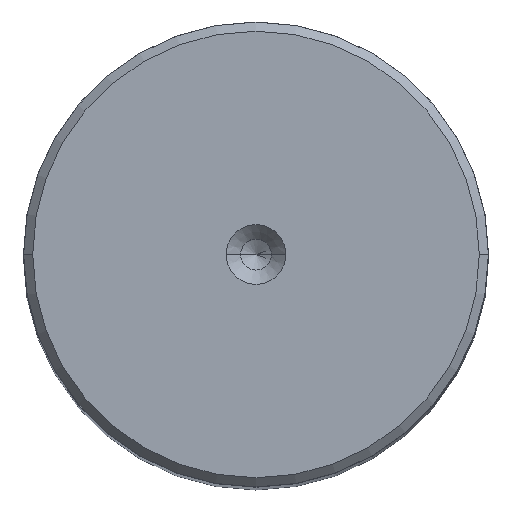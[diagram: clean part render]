
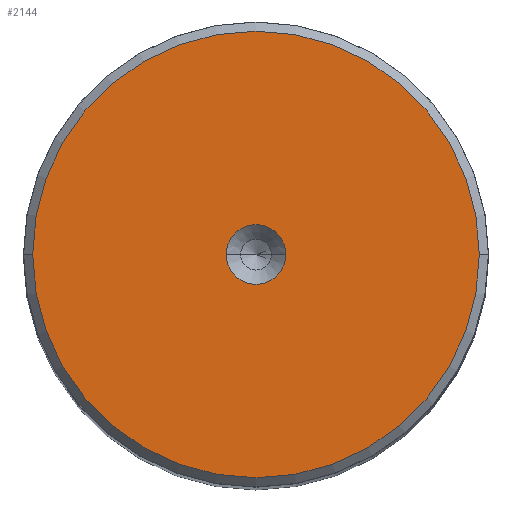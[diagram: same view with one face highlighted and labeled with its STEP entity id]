
A CAD part, top view. The second image highlights one B-rep face of the part: STEP entity #2144.
In plain terms, the highlighted planar face has unit normal (0, 0, 1).
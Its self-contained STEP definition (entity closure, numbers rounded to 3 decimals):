
#44 = DIRECTION ( 'NONE',  ( 0., 0., 1. ) ) ;
#64 = DIRECTION ( 'NONE',  ( 1., 0., 0. ) ) ;
#135 = VERTEX_POINT ( 'NONE', #861 ) ;
#214 = CIRCLE ( 'NONE', #522, 28.817 ) ;
#250 = AXIS2_PLACEMENT_3D ( 'NONE', #2544, #2093, #317 ) ;
#292 = CARTESIAN_POINT ( 'NONE',  ( 0., 0., 220. ) ) ;
#315 = CARTESIAN_POINT ( 'NONE',  ( 0., 0., 220. ) ) ;
#317 = DIRECTION ( 'NONE',  ( 1., 0., 0. ) ) ;
#366 = CIRCLE ( 'NONE', #1260, 3.85 ) ;
#450 = CARTESIAN_POINT ( 'NONE',  ( 0., 0., 220. ) ) ;
#498 = ORIENTED_EDGE ( 'NONE', *, *, #1357, .F. ) ;
#521 = CARTESIAN_POINT ( 'NONE',  ( 3.85, 0., 220. ) ) ;
#522 = AXIS2_PLACEMENT_3D ( 'NONE', #951, #1624, #64 ) ;
#579 = DIRECTION ( 'NONE',  ( 1., 0., 0. ) ) ;
#580 = AXIS2_PLACEMENT_3D ( 'NONE', #292, #44, #712 ) ;
#617 = FACE_BOUND ( 'NONE', #1900, .T. ) ;
#646 = EDGE_LOOP ( 'NONE', ( #1027, #2080 ) ) ;
#712 = DIRECTION ( 'NONE',  ( 1., 0., 0. ) ) ;
#718 = ORIENTED_EDGE ( 'NONE', *, *, #2368, .F. ) ;
#843 = VERTEX_POINT ( 'NONE', #2059 ) ;
#861 = CARTESIAN_POINT ( 'NONE',  ( -3.85, 0., 220. ) ) ;
#926 = PLANE ( 'NONE',  #580 ) ;
#951 = CARTESIAN_POINT ( 'NONE',  ( 0., 0., 220. ) ) ;
#1027 = ORIENTED_EDGE ( 'NONE', *, *, #1066, .T. ) ;
#1066 = EDGE_CURVE ( 'NONE', #2685, #843, #1759, .T. ) ;
#1260 = AXIS2_PLACEMENT_3D ( 'NONE', #315, #1899, #579 ) ;
#1343 = CIRCLE ( 'NONE', #250, 3.85 ) ;
#1357 = EDGE_CURVE ( 'NONE', #1423, #135, #1343, .T. ) ;
#1414 = FACE_OUTER_BOUND ( 'NONE', #646, .T. ) ;
#1423 = VERTEX_POINT ( 'NONE', #521 ) ;
#1554 = DIRECTION ( 'NONE',  ( 1., 0., 0. ) ) ;
#1624 = DIRECTION ( 'NONE',  ( 0., 0., 1. ) ) ;
#1759 = CIRCLE ( 'NONE', #2164, 28.817 ) ;
#1899 = DIRECTION ( 'NONE',  ( 0., 0., 1. ) ) ;
#1900 = EDGE_LOOP ( 'NONE', ( #498, #718 ) ) ;
#2059 = CARTESIAN_POINT ( 'NONE',  ( 28.817, 0., 220. ) ) ;
#2080 = ORIENTED_EDGE ( 'NONE', *, *, #2300, .T. ) ;
#2093 = DIRECTION ( 'NONE',  ( 0., 0., 1. ) ) ;
#2144 = ADVANCED_FACE ( 'NONE', ( #617, #1414 ), #926, .T. ) ;
#2164 = AXIS2_PLACEMENT_3D ( 'NONE', #450, #2428, #1554 ) ;
#2300 = EDGE_CURVE ( 'NONE', #843, #2685, #214, .T. ) ;
#2368 = EDGE_CURVE ( 'NONE', #135, #1423, #366, .T. ) ;
#2428 = DIRECTION ( 'NONE',  ( 0., 0., 1. ) ) ;
#2521 = CARTESIAN_POINT ( 'NONE',  ( -28.817, 0., 220. ) ) ;
#2544 = CARTESIAN_POINT ( 'NONE',  ( 0., 0., 220. ) ) ;
#2685 = VERTEX_POINT ( 'NONE', #2521 ) ;
